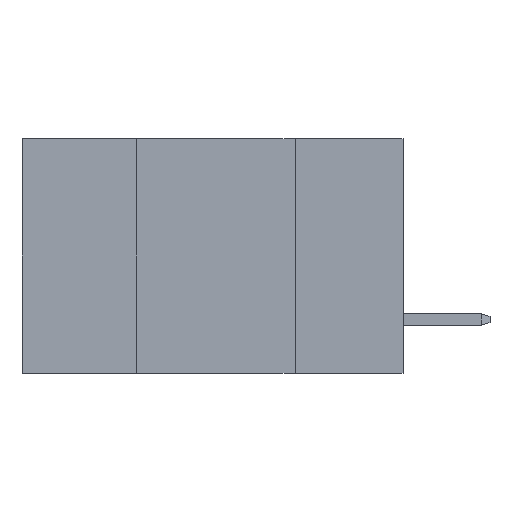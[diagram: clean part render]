
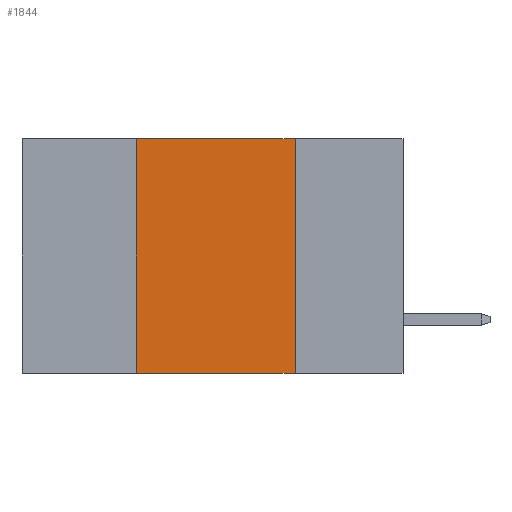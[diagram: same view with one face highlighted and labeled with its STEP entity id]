
A CAD part, left-side view. The second image highlights one B-rep face of the part: STEP entity #1844.
In plain terms, the highlighted planar face has unit normal (-1, 0, 0).
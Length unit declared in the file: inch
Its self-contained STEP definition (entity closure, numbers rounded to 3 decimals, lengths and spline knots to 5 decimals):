
#77 = DIRECTION ( 'NONE',  ( 0., -1., 0. ) ) ;
#904 = EDGE_CURVE ( 'NONE', #7678, #5494, #4997, .T. ) ;
#1162 = VECTOR ( 'NONE', #77, 39.37008 ) ;
#1361 = DIRECTION ( 'NONE',  ( 0., -1., 0. ) ) ;
#1462 = CARTESIAN_POINT ( 'NONE',  ( 0., 0.42, 0. ) ) ;
#1820 = VECTOR ( 'NONE', #4072, 39.37008 ) ;
#1844 = ADVANCED_FACE ( 'NONE', ( #3407 ), #6267, .F. ) ;
#1868 = LINE ( 'NONE', #1462, #1820 ) ;
#2179 = CARTESIAN_POINT ( 'NONE',  ( 0., 0.6, -0.37 ) ) ;
#2184 = VECTOR ( 'NONE', #8084, 39.37008 ) ;
#2265 = CARTESIAN_POINT ( 'NONE',  ( 0., 0.6, 0. ) ) ;
#2705 = DIRECTION ( 'NONE',  ( 0., 0., -1. ) ) ;
#2754 = VECTOR ( 'NONE', #1361, 39.37008 ) ;
#2887 = ORIENTED_EDGE ( 'NONE', *, *, #5151, .F. ) ;
#3407 = FACE_OUTER_BOUND ( 'NONE', #4640, .T. ) ;
#3558 = CARTESIAN_POINT ( 'NONE',  ( 0., 0.17, -0.37 ) ) ;
#3867 = ORIENTED_EDGE ( 'NONE', *, *, #8966, .F. ) ;
#3917 = VERTEX_POINT ( 'NONE', #6689 ) ;
#4072 = DIRECTION ( 'NONE',  ( 0., 0., 1. ) ) ;
#4299 = CARTESIAN_POINT ( 'NONE',  ( 0., 0.17, 0. ) ) ;
#4640 = EDGE_LOOP ( 'NONE', ( #2887, #5924, #3867, #5524 ) ) ;
#4852 = DIRECTION ( 'NONE',  ( 1., 0., 0. ) ) ;
#4997 = LINE ( 'NONE', #2179, #2754 ) ;
#5151 = EDGE_CURVE ( 'NONE', #5193, #5494, #5170, .T. ) ;
#5170 = LINE ( 'NONE', #4299, #2184 ) ;
#5193 = VERTEX_POINT ( 'NONE', #7569 ) ;
#5494 = VERTEX_POINT ( 'NONE', #3558 ) ;
#5524 = ORIENTED_EDGE ( 'NONE', *, *, #904, .T. ) ;
#5871 = CARTESIAN_POINT ( 'NONE',  ( 0., 0.42, -0.37 ) ) ;
#5924 = ORIENTED_EDGE ( 'NONE', *, *, #7005, .F. ) ;
#6267 = PLANE ( 'NONE',  #6315 ) ;
#6315 = AXIS2_PLACEMENT_3D ( 'NONE', #9164, #4852, #2705 ) ;
#6689 = CARTESIAN_POINT ( 'NONE',  ( 0., 0.42, 0. ) ) ;
#7005 = EDGE_CURVE ( 'NONE', #3917, #5193, #8895, .T. ) ;
#7569 = CARTESIAN_POINT ( 'NONE',  ( 0., 0.17, 0. ) ) ;
#7678 = VERTEX_POINT ( 'NONE', #5871 ) ;
#8084 = DIRECTION ( 'NONE',  ( 0., 0., -1. ) ) ;
#8895 = LINE ( 'NONE', #2265, #1162 ) ;
#8966 = EDGE_CURVE ( 'NONE', #7678, #3917, #1868, .T. ) ;
#9164 = CARTESIAN_POINT ( 'NONE',  ( 0., 0.6, 0. ) ) ;
